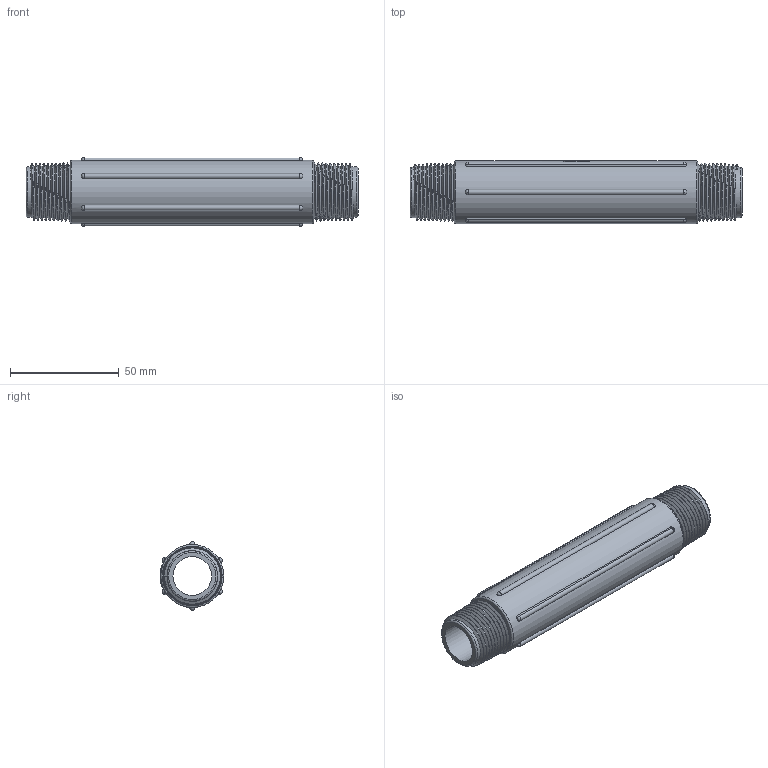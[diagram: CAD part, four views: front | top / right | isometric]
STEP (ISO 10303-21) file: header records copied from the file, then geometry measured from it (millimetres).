
FILE_DESCRIPTION(/* description */ ('3/4" X 6" PIPE NIPPLE'),/* implementation_level */ '2;1');
FILE_NAME(/* name */ 'NIP075-6.stp',/* time_stamp */ '2013-10-17T13:04:11-04:00',/* author */ ('DTruax'),/* organization */ (''),/* preprocessor_version */ 'ST-DEVELOPER v15.2',/* originating_system */ 'Autodesk Inventor 2014',/* authorisation */ '');
FILE_SCHEMA (('AUTOMOTIVE_DESIGN { 1 0 10303 214 3 1 1 }'));
Products named in the file (1): NIP075-6
Bounding box: 152.4 x 29.21 x 31.49 mm (x, y, z)
Volume: 57016.2 mm3; surface area: 25634.2 mm2
Topology: 1 solids, 1 shells, 381 faces, 993 edges, 655 vertices
Faces by surface type: bspline 249, cylinder 56, plane 34, cone 26, sphere 12, torus 4
Full cylindrical faces by diameter (mm): 17.78 x1, 28.956 x1
Entity records: 61854 total; most frequent: CARTESIAN_POINT 54862, ORIENTED_EDGE 1834, EDGE_CURVE 917, DIRECTION 631, VERTEX_POINT 612, B_SPLINE_CURVE_WITH_KNOTS 556, EDGE_LOOP 417, ADVANCED_FACE 361
